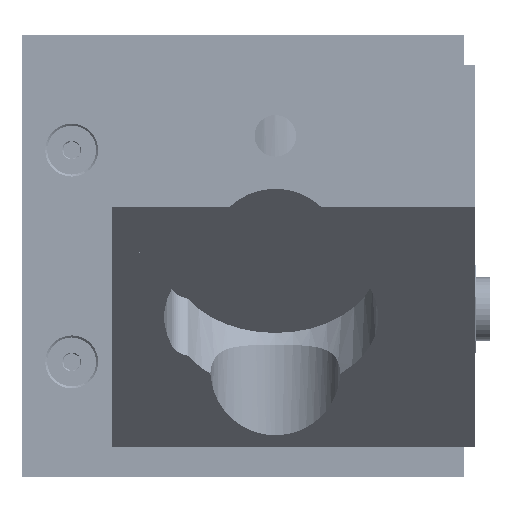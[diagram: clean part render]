
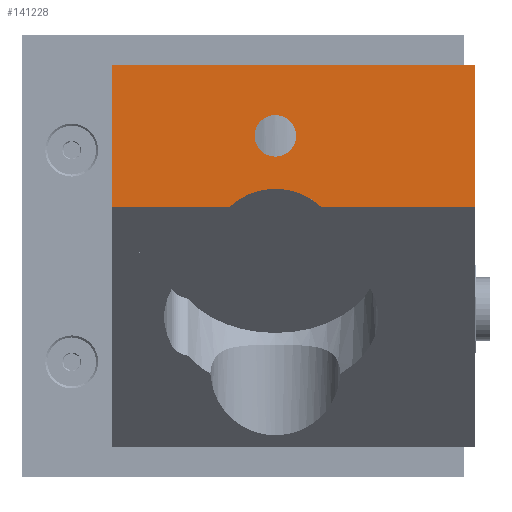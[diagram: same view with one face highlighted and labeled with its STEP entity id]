
A CAD part, left-side view. The second image highlights one B-rep face of the part: STEP entity #141228.
In plain terms, the highlighted planar face has unit normal (-1, 0, 0).
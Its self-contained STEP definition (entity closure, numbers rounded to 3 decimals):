
#2404 = LINE ( 'NONE', #45885, #118486 ) ;
#2717 = ORIENTED_EDGE ( 'NONE', *, *, #54389, .T. ) ;
#8960 = FACE_BOUND ( 'NONE', #42344, .T. ) ;
#9190 = AXIS2_PLACEMENT_3D ( 'NONE', #79158, #80980, #123491 ) ;
#12265 = CARTESIAN_POINT ( 'NONE',  ( -30.562, -23.385, 118.332 ) ) ;
#16160 = DIRECTION ( 'NONE',  ( 0., 1., 0. ) ) ;
#19409 = AXIS2_PLACEMENT_3D ( 'NONE', #116731, #100977, #118539 ) ;
#21396 = VECTOR ( 'NONE', #41491, 1000. ) ;
#22535 = VERTEX_POINT ( 'NONE', #127973 ) ;
#23751 = VECTOR ( 'NONE', #76783, 1000. ) ;
#26498 = FACE_OUTER_BOUND ( 'NONE', #102765, .T. ) ;
#27325 = ORIENTED_EDGE ( 'NONE', *, *, #58440, .F. ) ;
#31184 = DIRECTION ( 'NONE',  ( 0., 0., 1. ) ) ;
#34150 = ORIENTED_EDGE ( 'NONE', *, *, #76509, .F. ) ;
#37074 = ORIENTED_EDGE ( 'NONE', *, *, #67893, .F. ) ;
#37249 = CIRCLE ( 'NONE', #19409, 8.25 ) ;
#37844 = CARTESIAN_POINT ( 'NONE',  ( -30.562, 21.115, 135.832 ) ) ;
#41283 = DIRECTION ( 'NONE',  ( 0., -1., 0. ) ) ;
#41491 = DIRECTION ( 'NONE',  ( 0., 1., 0. ) ) ;
#42344 = EDGE_LOOP ( 'NONE', ( #183125, #167445 ) ) ;
#43546 = EDGE_CURVE ( 'NONE', #109183, #107059, #63876, .T. ) ;
#45885 = CARTESIAN_POINT ( 'NONE',  ( -30.562, 20.365, 135.832 ) ) ;
#49887 = CARTESIAN_POINT ( 'NONE',  ( -30.562, 21.115, 88.832 ) ) ;
#53775 = EDGE_CURVE ( 'NONE', #165115, #158902, #125550, .T. ) ;
#54389 = EDGE_CURVE ( 'NONE', #22535, #154213, #37249, .T. ) ;
#57391 = CARTESIAN_POINT ( 'NONE',  ( -30.562, 21.115, 118.332 ) ) ;
#57625 = VERTEX_POINT ( 'NONE', #57391 ) ;
#58440 = EDGE_CURVE ( 'NONE', #109183, #154213, #73491, .T. ) ;
#61075 = LINE ( 'NONE', #49887, #178925 ) ;
#63876 = LINE ( 'NONE', #161791, #23751 ) ;
#67893 = EDGE_CURVE ( 'NONE', #179023, #107059, #2404, .T. ) ;
#72972 = CARTESIAN_POINT ( 'NONE',  ( -30.562, 1.115, 124.53 ) ) ;
#73491 = LINE ( 'NONE', #141886, #177107 ) ;
#76509 = EDGE_CURVE ( 'NONE', #57625, #179023, #61075, .T. ) ;
#76783 = DIRECTION ( 'NONE',  ( 0., 0., 1. ) ) ;
#79158 = CARTESIAN_POINT ( 'NONE',  ( -30.562, 1.115, 127.082 ) ) ;
#80980 = DIRECTION ( 'NONE',  ( -1., 0., 0. ) ) ;
#83851 = CARTESIAN_POINT ( 'NONE',  ( -30.562, 20.365, 88.832 ) ) ;
#88941 = CIRCLE ( 'NONE', #9190, 2.553 ) ;
#94898 = PLANE ( 'NONE',  #148255 ) ;
#100977 = DIRECTION ( 'NONE',  ( 1., 0., 0. ) ) ;
#101425 = CARTESIAN_POINT ( 'NONE',  ( -30.562, 1.115, 127.082 ) ) ;
#102765 = EDGE_LOOP ( 'NONE', ( #2717, #27325, #131089, #37074, #34150, #147093 ) ) ;
#102942 = CARTESIAN_POINT ( 'NONE',  ( -30.562, -4.547, 118.332 ) ) ;
#107059 = VERTEX_POINT ( 'NONE', #129947 ) ;
#109183 = VERTEX_POINT ( 'NONE', #12265 ) ;
#111719 = LINE ( 'NONE', #168162, #21396 ) ;
#116731 = CARTESIAN_POINT ( 'NONE',  ( -30.562, 1.115, 112.332 ) ) ;
#118486 = VECTOR ( 'NONE', #156854, 1000. ) ;
#118539 = DIRECTION ( 'NONE',  ( 0., 0., -1. ) ) ;
#123491 = DIRECTION ( 'NONE',  ( 0., 0., 1. ) ) ;
#125550 = CIRCLE ( 'NONE', #173169, 2.553 ) ;
#127973 = CARTESIAN_POINT ( 'NONE',  ( -30.562, 6.778, 118.332 ) ) ;
#129947 = CARTESIAN_POINT ( 'NONE',  ( -30.562, -23.385, 135.832 ) ) ;
#131089 = ORIENTED_EDGE ( 'NONE', *, *, #43546, .T. ) ;
#136824 = EDGE_CURVE ( 'NONE', #22535, #57625, #111719, .T. ) ;
#140206 = DIRECTION ( 'NONE',  ( -1., 0., 0. ) ) ;
#141228 = ADVANCED_FACE ( 'NONE', ( #8960, #26498 ), #94898, .T. ) ;
#141886 = CARTESIAN_POINT ( 'NONE',  ( -30.562, -23.385, 118.332 ) ) ;
#147093 = ORIENTED_EDGE ( 'NONE', *, *, #136824, .F. ) ;
#148255 = AXIS2_PLACEMENT_3D ( 'NONE', #83851, #140206, #41283 ) ;
#154213 = VERTEX_POINT ( 'NONE', #102942 ) ;
#156854 = DIRECTION ( 'NONE',  ( 0., -1., 0. ) ) ;
#157865 = DIRECTION ( 'NONE',  ( -1., 0., 0. ) ) ;
#158902 = VERTEX_POINT ( 'NONE', #72972 ) ;
#161791 = CARTESIAN_POINT ( 'NONE',  ( -30.562, -23.385, 88.832 ) ) ;
#165115 = VERTEX_POINT ( 'NONE', #177748 ) ;
#167445 = ORIENTED_EDGE ( 'NONE', *, *, #174258, .F. ) ;
#168162 = CARTESIAN_POINT ( 'NONE',  ( -30.562, -23.385, 118.332 ) ) ;
#173169 = AXIS2_PLACEMENT_3D ( 'NONE', #101425, #157865, #31184 ) ;
#174258 = EDGE_CURVE ( 'NONE', #158902, #165115, #88941, .T. ) ;
#175636 = DIRECTION ( 'NONE',  ( 0., 0., 1. ) ) ;
#177107 = VECTOR ( 'NONE', #16160, 1000. ) ;
#177748 = CARTESIAN_POINT ( 'NONE',  ( -30.562, 1.115, 129.635 ) ) ;
#178925 = VECTOR ( 'NONE', #175636, 1000. ) ;
#179023 = VERTEX_POINT ( 'NONE', #37844 ) ;
#183125 = ORIENTED_EDGE ( 'NONE', *, *, #53775, .F. ) ;
